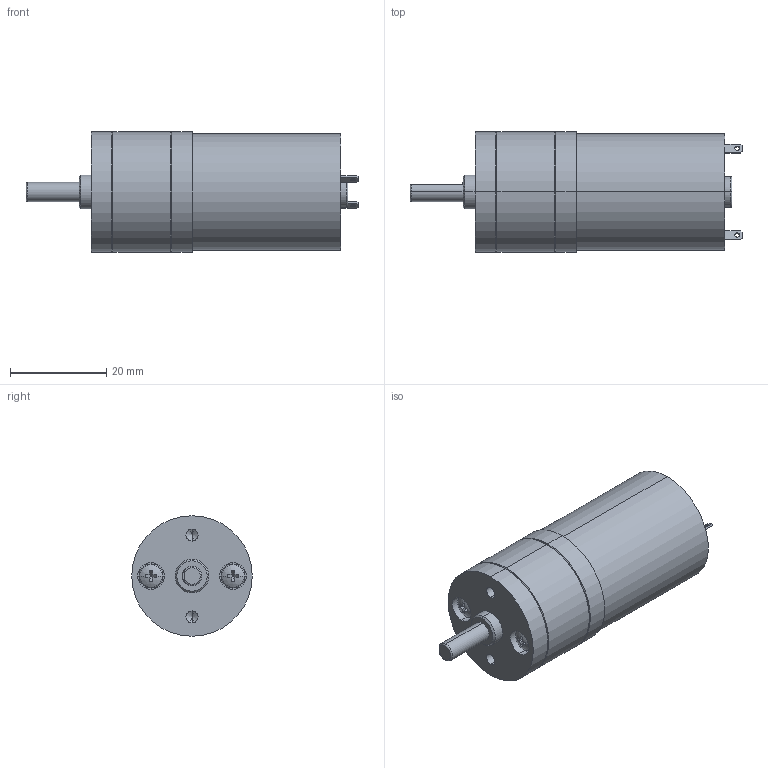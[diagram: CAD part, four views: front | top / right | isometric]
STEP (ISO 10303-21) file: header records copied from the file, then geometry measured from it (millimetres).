
FILE_DESCRIPTION (( 'STEP AP214' ), '1' );
FILE_NAME ('Motor_25GA370-26x1-6V-320RPM.STEP', '2023-10-13T20:47:38', ( 'Wurs' ), ( '' ), 'SwSTEP 2.0', 'SolidWorks 2022', '' );
FILE_SCHEMA (( 'AUTOMOTIVE_DESIGN' ));
Length unit declared in the file: millimetre
Products named in the file (3): Motor_25GA370-26x1-6V-320RPM; Motor_25GA370-26x; pan cross head_am_B18.6.7M - M2.5 x 0.45 x 3 Type I Cross Recessed PHMS --3N
Assembly tree (3 placements, depth 2):
  Motor_25GA370-26x1-6V-320RPM
    Motor_25GA370-26x
    pan cross head_am_B18.6.7M - M2.5 x 0.45 x 3 Type I Cross Recessed PHMS --3N  x2
Bounding box: 68.9 x 25 x 25 mm (x, y, z)
Volume: 24164 mm3; surface area: 6026.2 mm2
Topology: 3 solids, 3 shells, 168 faces, 377 edges, 232 vertices
Faces by surface type: plane 69, cylinder 68, cone 18, torus 9, sphere 4
Entity records: 5018 total; most frequent: DIRECTION 786, CARTESIAN_POINT 686, ORIENTED_EDGE 638, EDGE_CURVE 319, AXIS2_PLACEMENT_3D 318, VERTEX_POINT 202, EDGE_LOOP 173, CIRCLE 167
